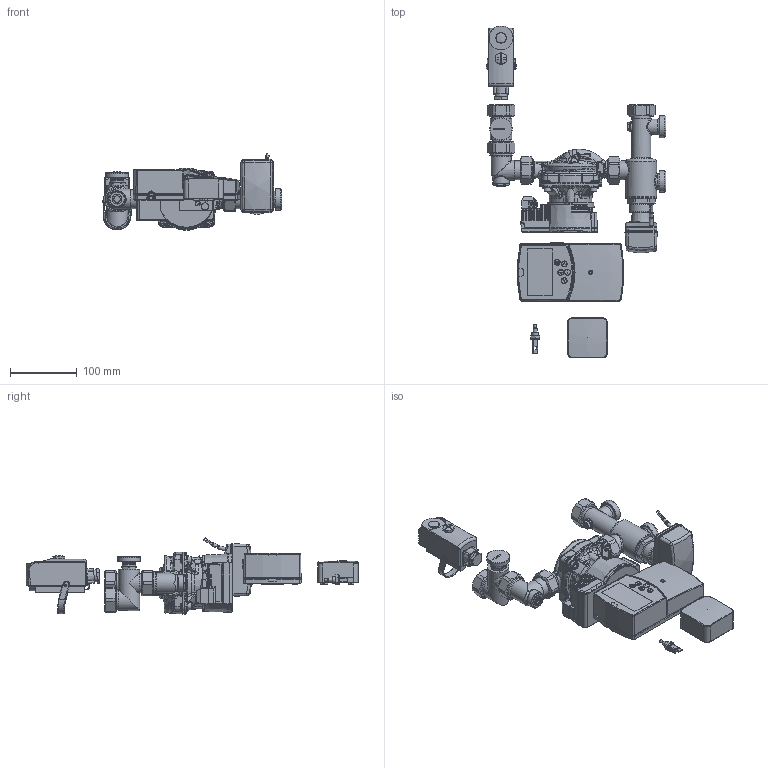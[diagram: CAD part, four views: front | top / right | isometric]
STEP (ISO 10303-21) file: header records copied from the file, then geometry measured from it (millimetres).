
FILE_DESCRIPTION(/* description */ (''),/* implementation_level */ '2;1');
FILE_NAME(/* name */ '10084160_simplified.stp',/* time_stamp */ '2024-02-28T11:13:07+01:00',/* author */ ('steinlf'),/* organization */ (''),/* preprocessor_version */ 'ST-DEVELOPER v20',/* originating_system */ 'Autodesk Inventor 2024',/* authorisation */ '');
FILE_SCHEMA (('CONFIG_CONTROL_DESIGN'));
Products named in the file (1): 10084160_Vereinfachen_1
Bounding box: 269.5 x 497.37 x 114.82 mm (x, y, z)
Volume: 1702900.3 mm3; surface area: 351605.4 mm2
Topology: 9 solids, 9 shells, 3634 faces, 9192 edges, 5658 vertices
Faces by surface type: plane 1284, bspline 935, cylinder 870, cone 281, torus 189, sphere 75
Full cylindrical faces by diameter (mm): 0.447 x16, 1 x2, 1.05 x1, 1.4 x2, 2 x5, 2.5 x1, 2.8 x1, 3.1 x1, 3.5 x3, 3.7 x1, 5 x2, 5.5 x2, 5.7 x2, 6 x1, 6.5 x1, 9.728 x2, 10 x6, 10.5 x1, 11 x1, 12.85 x1, 13 x1, 14 x1, 14.6 x1, 15 x2, 16 x1, 18 x1, 20 x1, 22 x2, 23 x1, 25 x1
Entity records: 193561 total; most frequent: CARTESIAN_POINT 106995, ORIENTED_EDGE 18250, DIRECTION 16364, EDGE_CURVE 9125, AXIS2_PLACEMENT_3D 6273, VERTEX_POINT 5658, EDGE_LOOP 3897, LINE 3818
